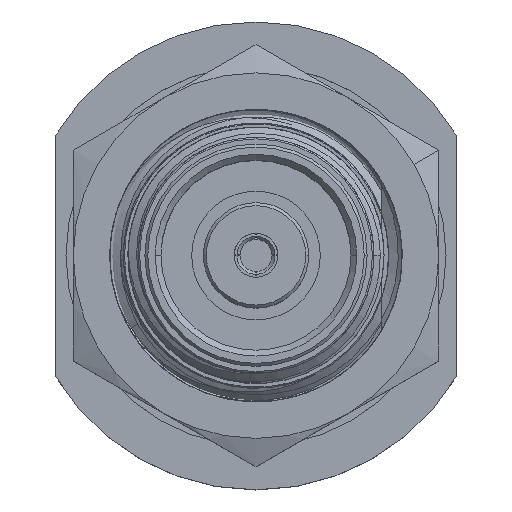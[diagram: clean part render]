
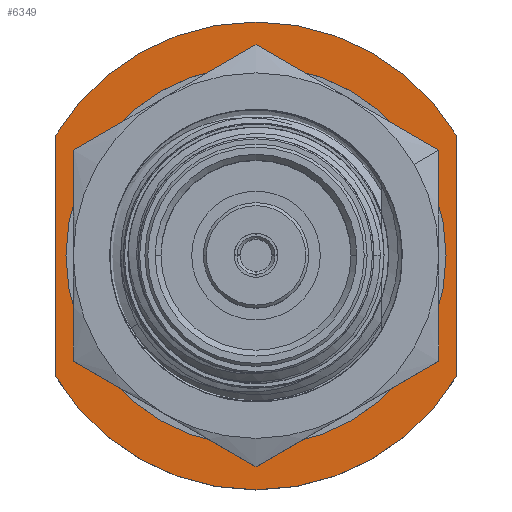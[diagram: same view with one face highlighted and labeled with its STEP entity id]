
A CAD part, top view. The second image highlights one B-rep face of the part: STEP entity #6349.
In plain terms, the highlighted face is planar.
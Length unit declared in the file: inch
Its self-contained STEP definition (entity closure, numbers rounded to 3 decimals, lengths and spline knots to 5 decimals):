
#464 = DIRECTION ( 'NONE',  ( 0., 0., 1. ) ) ;
#703 = CARTESIAN_POINT ( 'NONE',  ( 0.714, 0., 0. ) ) ;
#887 = CARTESIAN_POINT ( 'NONE',  ( 0.714, 0.23044, -0.3435 ) ) ;
#1960 = CARTESIAN_POINT ( 'NONE',  ( 0.714, 0., 0. ) ) ;
#1998 = ORIENTED_EDGE ( 'NONE', *, *, #19362, .T. ) ;
#3233 = VERTEX_POINT ( 'NONE', #13605 ) ;
#3399 = EDGE_CURVE ( 'NONE', #13381, #20821, #9020, .T. ) ;
#4119 = CARTESIAN_POINT ( 'NONE',  ( 0.714, 0., 0.325 ) ) ;
#4190 = EDGE_CURVE ( 'NONE', #3233, #19324, #17023, .T. ) ;
#4228 = DIRECTION ( 'NONE',  ( 0., 0., 1. ) ) ;
#4821 = EDGE_CURVE ( 'NONE', #21140, #20821, #10188, .T. ) ;
#5121 = DIRECTION ( 'NONE',  ( 1., 0., 0. ) ) ;
#6349 = ADVANCED_FACE ( 'NONE', ( #20438, #7042 ), #22254, .F. ) ;
#7042 = FACE_OUTER_BOUND ( 'NONE', #8722, .T. ) ;
#7793 = DIRECTION ( 'NONE',  ( 0., 1., 0. ) ) ;
#8006 = VECTOR ( 'NONE', #7793, 39.37008 ) ;
#8036 = AXIS2_PLACEMENT_3D ( 'NONE', #703, #12836, #4228 ) ;
#8722 = EDGE_LOOP ( 'NONE', ( #11648, #1998, #12405, #18445 ) ) ;
#8850 = DIRECTION ( 'NONE',  ( -1., 0., 0. ) ) ;
#8917 = DIRECTION ( 'NONE',  ( 0., -1., 0. ) ) ;
#9020 = CIRCLE ( 'NONE', #16266, 0.4 ) ;
#10188 = LINE ( 'NONE', #19051, #14127 ) ;
#11648 = ORIENTED_EDGE ( 'NONE', *, *, #4821, .F. ) ;
#12405 = ORIENTED_EDGE ( 'NONE', *, *, #17860, .F. ) ;
#12553 = CARTESIAN_POINT ( 'NONE',  ( 0.714, -0.20496, 0.3435 ) ) ;
#12613 = CIRCLE ( 'NONE', #14411, 0.325 ) ;
#12651 = AXIS2_PLACEMENT_3D ( 'NONE', #14770, #13194, #12962 ) ;
#12836 = DIRECTION ( 'NONE',  ( -1., 0., 0. ) ) ;
#12962 = DIRECTION ( 'NONE',  ( 0., 0., 1. ) ) ;
#13194 = DIRECTION ( 'NONE',  ( -1., 0., 0. ) ) ;
#13381 = VERTEX_POINT ( 'NONE', #19113 ) ;
#13605 = CARTESIAN_POINT ( 'NONE',  ( 0.714, 0., -0.325 ) ) ;
#13611 = DIRECTION ( 'NONE',  ( 0., 0., -1. ) ) ;
#13813 = EDGE_CURVE ( 'NONE', #19324, #3233, #12613, .T. ) ;
#14049 = CARTESIAN_POINT ( 'NONE',  ( 0.714, 0., 0. ) ) ;
#14127 = VECTOR ( 'NONE', #8917, 39.37008 ) ;
#14313 = VERTEX_POINT ( 'NONE', #21278 ) ;
#14411 = AXIS2_PLACEMENT_3D ( 'NONE', #1960, #8850, #464 ) ;
#14542 = ORIENTED_EDGE ( 'NONE', *, *, #13813, .F. ) ;
#14770 = CARTESIAN_POINT ( 'NONE',  ( 0.714, 0., 0. ) ) ;
#15598 = CIRCLE ( 'NONE', #8036, 0.4 ) ;
#15769 = CARTESIAN_POINT ( 'NONE',  ( 0.714, 0.20496, 0.3435 ) ) ;
#16266 = AXIS2_PLACEMENT_3D ( 'NONE', #14049, #17251, #22361 ) ;
#17018 = CARTESIAN_POINT ( 'NONE',  ( 0.714, 0.23044, 0. ) ) ;
#17023 = CIRCLE ( 'NONE', #12651, 0.325 ) ;
#17251 = DIRECTION ( 'NONE',  ( -1., 0., 0. ) ) ;
#17860 = EDGE_CURVE ( 'NONE', #13381, #14313, #18364, .T. ) ;
#18364 = LINE ( 'NONE', #887, #8006 ) ;
#18445 = ORIENTED_EDGE ( 'NONE', *, *, #3399, .T. ) ;
#18891 = AXIS2_PLACEMENT_3D ( 'NONE', #17018, #5121, #13611 ) ;
#19051 = CARTESIAN_POINT ( 'NONE',  ( 0.714, 0.23044, 0.3435 ) ) ;
#19113 = CARTESIAN_POINT ( 'NONE',  ( 0.714, -0.20496, -0.3435 ) ) ;
#19324 = VERTEX_POINT ( 'NONE', #4119 ) ;
#19362 = EDGE_CURVE ( 'NONE', #21140, #14313, #15598, .T. ) ;
#20221 = ORIENTED_EDGE ( 'NONE', *, *, #4190, .F. ) ;
#20438 = FACE_BOUND ( 'NONE', #21998, .T. ) ;
#20821 = VERTEX_POINT ( 'NONE', #12553 ) ;
#21140 = VERTEX_POINT ( 'NONE', #15769 ) ;
#21278 = CARTESIAN_POINT ( 'NONE',  ( 0.714, 0.20496, -0.3435 ) ) ;
#21998 = EDGE_LOOP ( 'NONE', ( #14542, #20221 ) ) ;
#22254 = PLANE ( 'NONE',  #18891 ) ;
#22361 = DIRECTION ( 'NONE',  ( 0., 0., 1. ) ) ;
